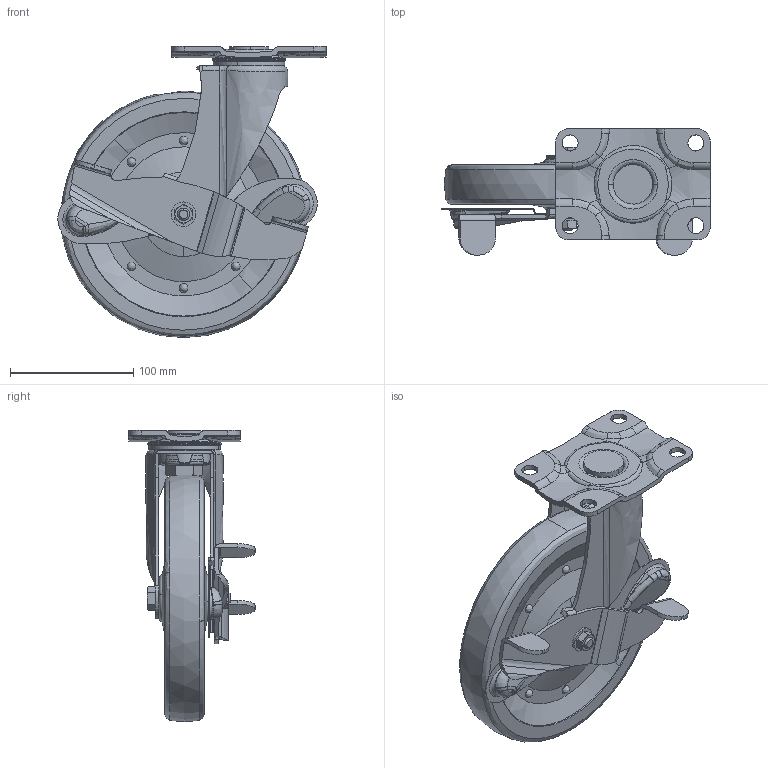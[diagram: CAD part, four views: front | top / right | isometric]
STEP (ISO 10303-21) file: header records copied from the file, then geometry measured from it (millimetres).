
FILE_DESCRIPTION((''),'2;1');
FILE_NAME('','2009-03-19T14:42:30',(''),(''),'','CADfix','');
FILE_SCHEMA(('AUTOMOTIVE_DESIGN { 1 0 10303 214 1 1 1 1 }'));
Bounding box: 217.34 x 102.2 x 235.86 mm (x, y, z)
Volume: 1027320.1 mm3; surface area: 200154.4 mm2
Topology: 7 solids, 7 shells, 642 faces, 1824 edges, 1233 vertices
Faces by surface type: bspline 642
Entity records: 38136 total; most frequent: CARTESIAN_POINT 28099, ORIENTED_EDGE 3648, EDGE_CURVE 1824, VERTEX_POINT 1233, EDGE_LOOP 701, FACE_OUTER_BOUND 642, ADVANCED_FACE 642, QUASI_UNIFORM_CURVE 537
